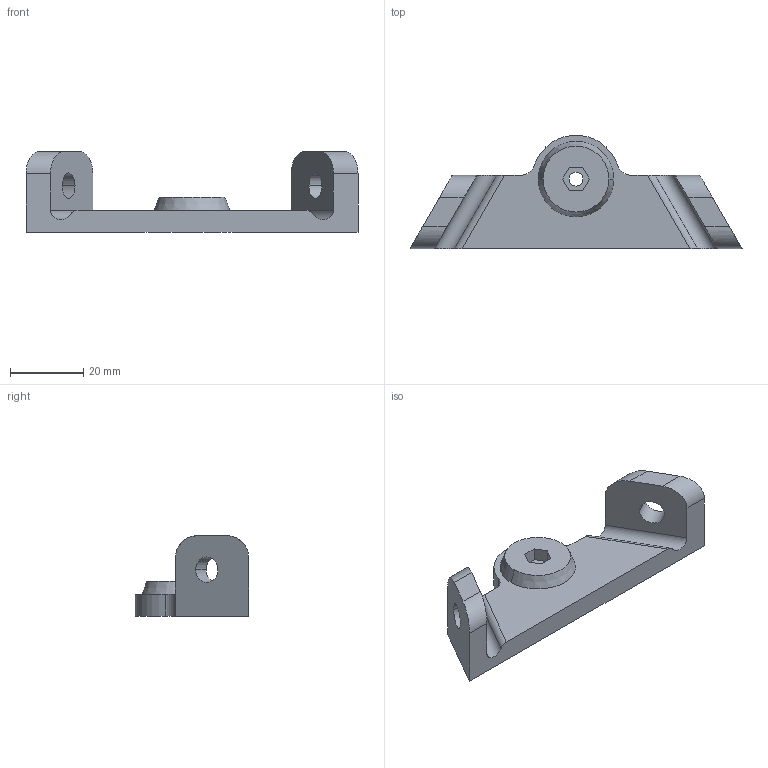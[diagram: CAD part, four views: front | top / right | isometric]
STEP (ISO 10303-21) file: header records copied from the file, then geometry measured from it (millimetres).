
FILE_DESCRIPTION (( 'STEP AP203' ), '1' );
FILE_NAME ('Heated Bed Insulator Bracket v3.STEP', '2016-02-27T02:00:07', ( '' ), ( '' ), 'SwSTEP 2.0', 'SolidWorks 2015', '' );
FILE_SCHEMA (( 'CONFIG_CONTROL_DESIGN' ));
Length unit declared in the file: millimetre
Products named in the file (1): Heated Bed Insulator Bracket v3
Bounding box: 90.68 x 30.96 x 22 mm (x, y, z)
Volume: 14754.2 mm3; surface area: 7074.7 mm2
Topology: 1 solids, 1 shells, 38 faces, 102 edges, 68 vertices
Faces by surface type: plane 19, cylinder 17, cone 2
Entity records: 1277 total; most frequent: CARTESIAN_POINT 257, ORIENTED_EDGE 204, DIRECTION 186, EDGE_CURVE 102, VERTEX_POINT 68, LINE 64, VECTOR 64, AXIS2_PLACEMENT_3D 61
